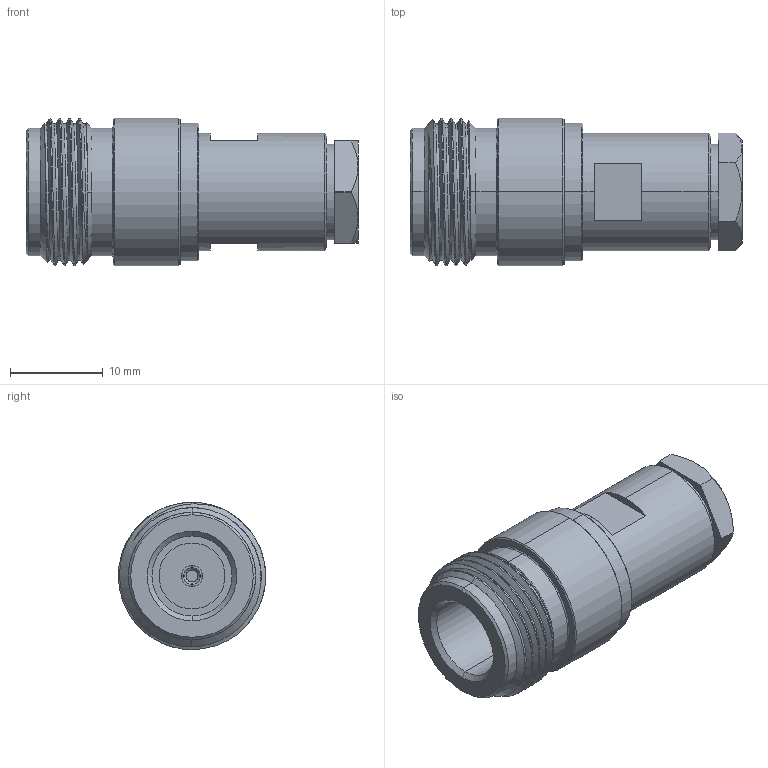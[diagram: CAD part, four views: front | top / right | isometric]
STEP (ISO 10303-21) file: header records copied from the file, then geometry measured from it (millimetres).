
FILE_DESCRIPTION (( 'STEP AP203' ), '1' );
FILE_NAME ('PE4138.step', '2019-01-28T15:52:49', ( '' ), ( '' ), 'SwSTEP 2.0', 'SolidWorks 2017', '' );
FILE_SCHEMA (( 'CONFIG_CONTROL_DESIGN' ));
Length unit declared in the file: inch
Products named in the file (1): PE4138
Bounding box: 35.78 x 15.88 x 15.88 mm (x, y, z)
Volume: 4572.3 mm3; surface area: 2617.6 mm2
Topology: 1 solids, 1 shells, 119 faces, 291 edges, 185 vertices
Faces by surface type: cylinder 46, plane 37, cone 31, bspline 5
Entity records: 4984 total; most frequent: CARTESIAN_POINT 2228, ORIENTED_EDGE 582, DIRECTION 544, EDGE_CURVE 291, AXIS2_PLACEMENT_3D 222, VERTEX_POINT 185, EDGE_LOOP 130, ADVANCED_FACE 119
